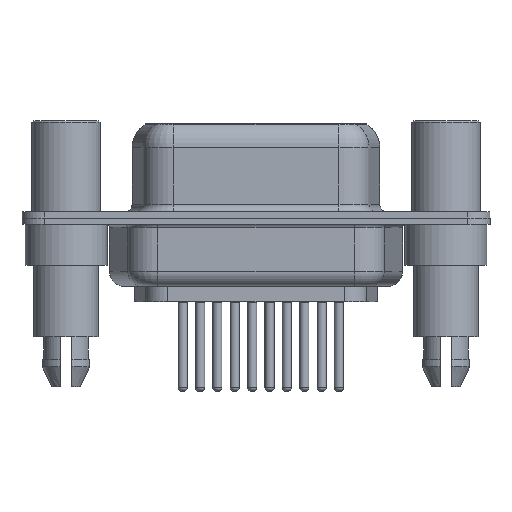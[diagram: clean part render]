
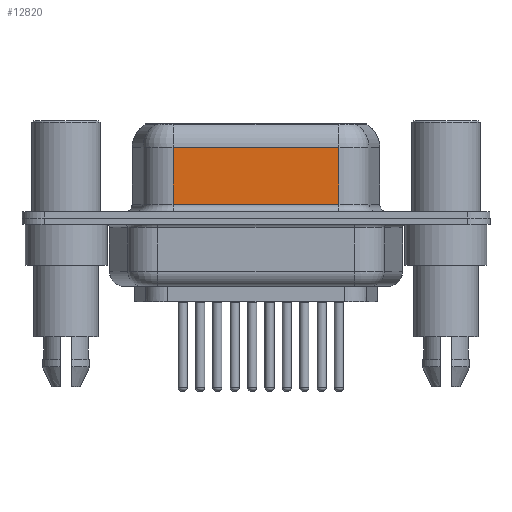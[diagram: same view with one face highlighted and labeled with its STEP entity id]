
A CAD part, front view. The second image highlights one B-rep face of the part: STEP entity #12820.
In plain terms, the highlighted planar face has unit normal (0, -1, 0).
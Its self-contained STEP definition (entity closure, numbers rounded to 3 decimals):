
#242 = DIRECTION ( 'NONE',  ( 0., 0., 1. ) ) ;
#637 = VERTEX_POINT ( 'NONE', #7482 ) ;
#723 = LINE ( 'NONE', #11564, #2717 ) ;
#2068 = CARTESIAN_POINT ( 'NONE',  ( 17.962, -3.95, 6.4 ) ) ;
#2149 = CARTESIAN_POINT ( 'NONE',  ( 7.038, -3.95, 4.65 ) ) ;
#2717 = VECTOR ( 'NONE', #9841, 1000. ) ;
#2848 = ORIENTED_EDGE ( 'NONE', *, *, #15614, .F. ) ;
#5270 = ORIENTED_EDGE ( 'NONE', *, *, #10500, .T. ) ;
#5604 = VERTEX_POINT ( 'NONE', #8768 ) ;
#6004 = CARTESIAN_POINT ( 'NONE',  ( 17.962, -3.95, 4.65 ) ) ;
#6207 = CARTESIAN_POINT ( 'NONE',  ( 17.962, -3.95, 6.4 ) ) ;
#7062 = EDGE_CURVE ( 'NONE', #13468, #637, #723, .T. ) ;
#7482 = CARTESIAN_POINT ( 'NONE',  ( 7.038, -3.95, 0.9 ) ) ;
#8768 = CARTESIAN_POINT ( 'NONE',  ( 17.962, -3.95, 4.65 ) ) ;
#9560 = DIRECTION ( 'NONE',  ( 0., 1., 0. ) ) ;
#9841 = DIRECTION ( 'NONE',  ( 0., 0., -1. ) ) ;
#10500 = EDGE_CURVE ( 'NONE', #637, #17617, #18520, .T. ) ;
#10816 = CARTESIAN_POINT ( 'NONE',  ( 17.962, -3.95, 0.9 ) ) ;
#11564 = CARTESIAN_POINT ( 'NONE',  ( 7.038, -3.95, 6.4 ) ) ;
#12407 = DIRECTION ( 'NONE',  ( 0., 0., -1. ) ) ;
#12715 = EDGE_CURVE ( 'NONE', #5604, #13468, #18091, .T. ) ;
#12820 = ADVANCED_FACE ( 'NONE', ( #13944 ), #18784, .F. ) ;
#13468 = VERTEX_POINT ( 'NONE', #2149 ) ;
#13944 = FACE_OUTER_BOUND ( 'NONE', #18412, .T. ) ;
#14108 = VECTOR ( 'NONE', #19711, 1000. ) ;
#14756 = AXIS2_PLACEMENT_3D ( 'NONE', #2068, #9560, #242 ) ;
#15139 = VECTOR ( 'NONE', #17210, 1000. ) ;
#15614 = EDGE_CURVE ( 'NONE', #5604, #17617, #19718, .T. ) ;
#16057 = ORIENTED_EDGE ( 'NONE', *, *, #12715, .T. ) ;
#17210 = DIRECTION ( 'NONE',  ( 1., 0., 0. ) ) ;
#17617 = VERTEX_POINT ( 'NONE', #18366 ) ;
#18091 = LINE ( 'NONE', #6004, #14108 ) ;
#18122 = ORIENTED_EDGE ( 'NONE', *, *, #7062, .T. ) ;
#18366 = CARTESIAN_POINT ( 'NONE',  ( 17.962, -3.95, 0.9 ) ) ;
#18412 = EDGE_LOOP ( 'NONE', ( #2848, #16057, #18122, #5270 ) ) ;
#18520 = LINE ( 'NONE', #10816, #15139 ) ;
#18784 = PLANE ( 'NONE',  #14756 ) ;
#19711 = DIRECTION ( 'NONE',  ( -1., 0., 0. ) ) ;
#19718 = LINE ( 'NONE', #6207, #19960 ) ;
#19960 = VECTOR ( 'NONE', #12407, 1000. ) ;
